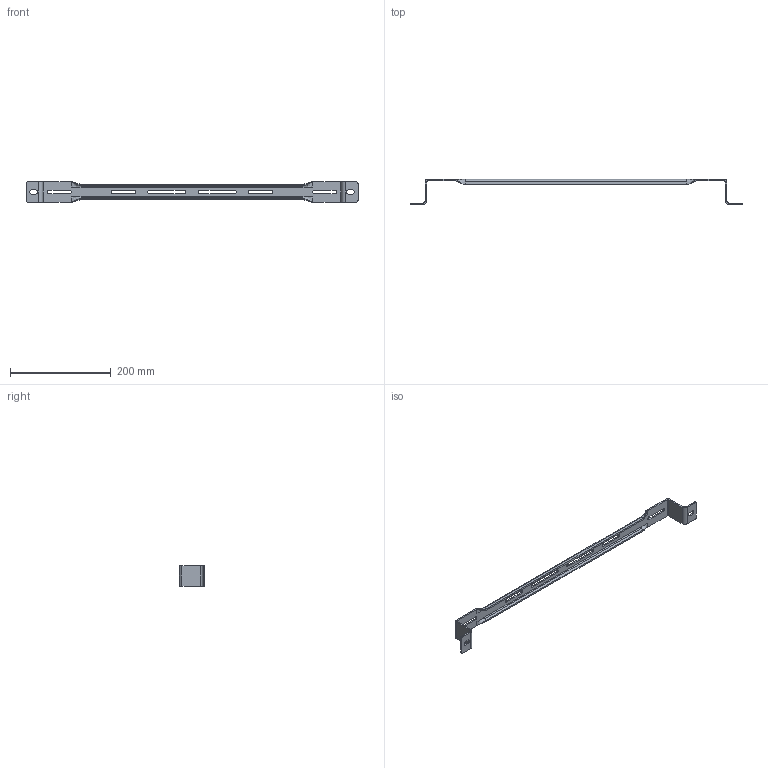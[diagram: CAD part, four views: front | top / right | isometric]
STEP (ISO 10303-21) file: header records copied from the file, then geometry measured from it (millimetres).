
FILE_DESCRIPTION (( 'STEP AP214' ), '1' );
FILE_NAME ('6015555.stp', '2022-02-03T12:39:52', ( '' ), ( '' ), 'SwSTEP 2.0', 'SolidWorks 2020', '' );
FILE_SCHEMA (( 'AUTOMOTIVE_DESIGN' ));
Length unit declared in the file: millimetre
Products named in the file (1): 6015555
Bounding box: 660 x 50 x 40 mm (x, y, z)
Volume: 83868.3 mm3; surface area: 63152.7 mm2
Topology: 1 solids, 1 shells, 82 faces, 232 edges, 152 vertices
Faces by surface type: plane 38, cylinder 32, bspline 12
Entity records: 3234 total; most frequent: CARTESIAN_POINT 1071, ORIENTED_EDGE 464, DIRECTION 406, EDGE_CURVE 232, VECTOR 152, LINE 152, VERTEX_POINT 152, AXIS2_PLACEMENT_3D 127
